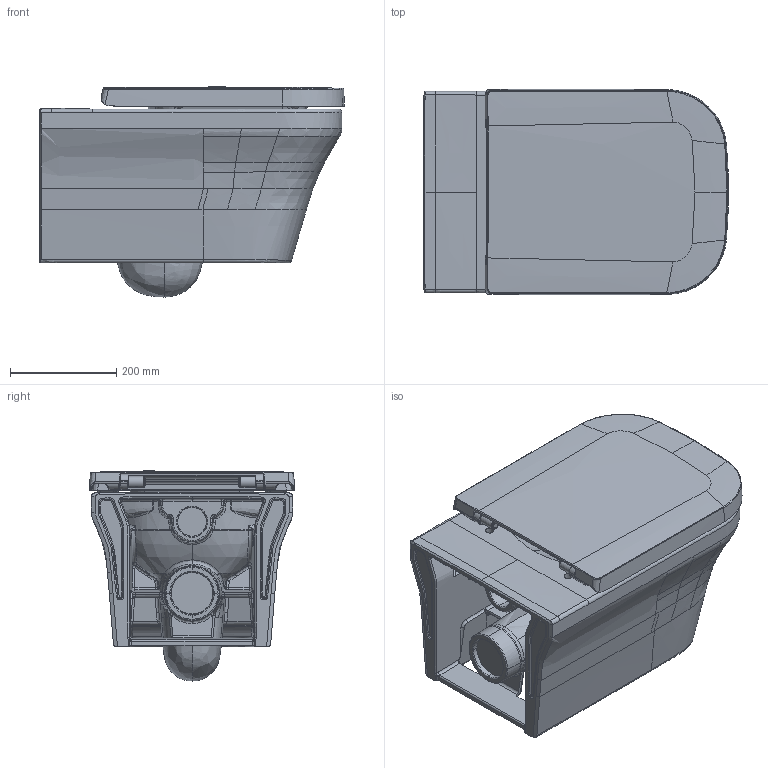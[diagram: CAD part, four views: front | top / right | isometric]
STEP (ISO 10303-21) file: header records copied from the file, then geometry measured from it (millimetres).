
FILE_DESCRIPTION((''),'2;1');
FILE_NAME('256109.stp','2015-06-18T13:33:41',('Administrator'),(''),'Autodesk Inventor 2011','Autodesk Inventor 2011','');
FILE_SCHEMA(('CONFIG_CONTROL_DESIGN'));
Length unit declared in the file: millimetre
Products named in the file (11): 256109; 002039; Deckel 002039; Sitz 002039; Soft Close rechts; Druckknopf; Blechhuelse; Soft Close links; Puffer; Dämpfer
Assembly tree (16 placements, depth 4):
  256109
    256109
    002039
      Deckel 002039
      Sitz 002039
      Soft Close rechts
        Druckknopf
        Blechhuelse
      Soft Close links
        Druckknopf
        Blechhuelse
      Puffer  x4
      Dämpfer  x2
Bounding box: 574.63 x 387.21 x 396.17 mm (x, y, z)
Volume: 23544711.6 mm3; surface area: 2072807 mm2
Topology: 13 solids, 13 shells, 2609 faces, 6584 edges, 4032 vertices
Faces by surface type: bspline 1020, plane 672, cylinder 454, torus 198, cone 185, sphere 80
Full cylindrical faces by diameter (mm): 13.5 x2, 15.5 x2, 16 x2, 16.12 x2, 17 x2, 18 x2, 20.2 x2, 21.2 x2
Entity records: 369665 total; most frequent: CARTESIAN_POINT 328448, ORIENTED_EDGE 9364, DIRECTION 6683, EDGE_CURVE 4682, VERTEX_POINT 2845, AXIS2_PLACEMENT_3D 2740, EDGE_LOOP 2065, FACE_OUTER_BOUND 1948
